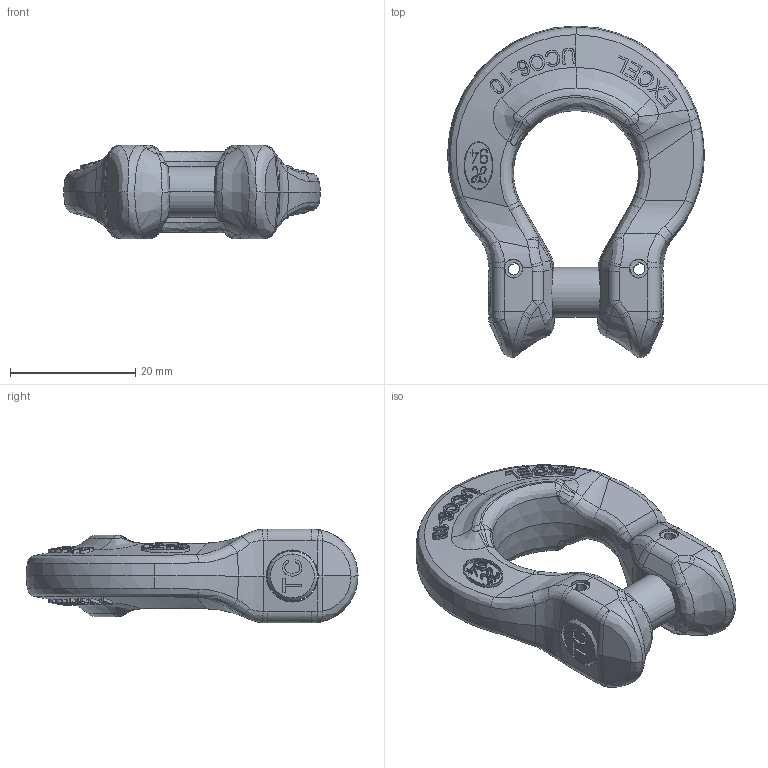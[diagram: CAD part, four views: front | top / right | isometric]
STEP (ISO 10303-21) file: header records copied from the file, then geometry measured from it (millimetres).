
FILE_DESCRIPTION(('STEP AP214'),'1');
FILE_NAME('uco6.stp','2018-02-28T09:15:59',('TraceParts'),('TraceParts S.A.'),'Spatial InterOp 3D',' ',' ');
FILE_SCHEMA(('automotive_design'));
Length unit declared in the file: millimetre
Products named in the file (4): uco6_1; uco6_2; uco6_3; uco6_4
Bounding box: 41 x 52.98 x 15 mm (x, y, z)
Volume: 11053.2 mm3; surface area: 6260.9 mm2
Topology: 4 solids, 4 shells, 731 faces, 1867 edges, 1168 vertices
Faces by surface type: bspline 369, plane 246, cylinder 80, cone 36
Entity records: 43928 total; most frequent: CARTESIAN_POINT 23695, ORIENTED_EDGE 3706, EDGE_CURVE 1853, DIRECTION 1747, VERTEX_POINT 1168, B_SPLINE_CURVE_WITH_KNOTS 1013, EDGE_LOOP 785, STYLED_ITEM 735
